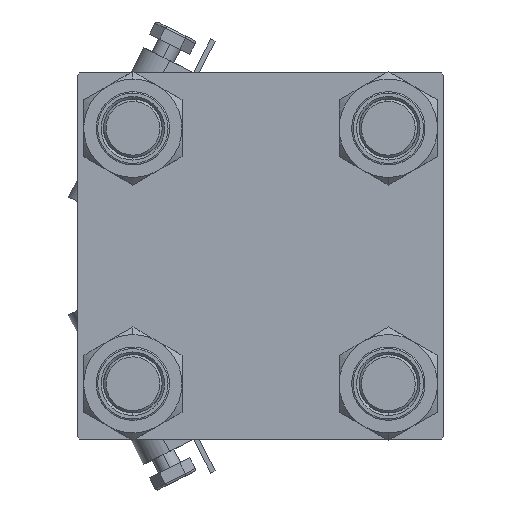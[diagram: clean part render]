
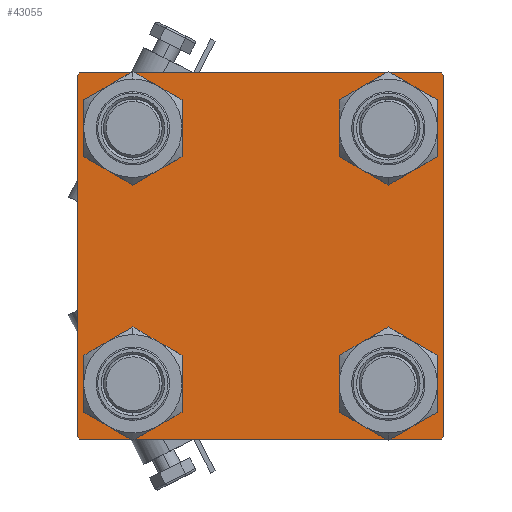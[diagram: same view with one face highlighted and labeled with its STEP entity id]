
A CAD part, left-side view. The second image highlights one B-rep face of the part: STEP entity #43055.
In plain terms, the highlighted planar face has unit normal (-1, 0, 0).
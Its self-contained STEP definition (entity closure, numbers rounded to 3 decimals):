
#118 = ORIENTED_EDGE ( 'NONE', *, *, #22074, .T. ) ;
#134 = LINE ( 'NONE', #48252, #38717 ) ;
#206 = ORIENTED_EDGE ( 'NONE', *, *, #48131, .T. ) ;
#395 = ORIENTED_EDGE ( 'NONE', *, *, #6817, .T. ) ;
#584 = VERTEX_POINT ( 'NONE', #30646 ) ;
#668 = CARTESIAN_POINT ( 'NONE',  ( 0., 26.15, -26.15 ) ) ;
#1382 = ORIENTED_EDGE ( 'NONE', *, *, #8047, .T. ) ;
#2088 = CARTESIAN_POINT ( 'NONE',  ( 0., 26.15, 26.15 ) ) ;
#2872 = CARTESIAN_POINT ( 'NONE',  ( 0., -26.15, 19.65 ) ) ;
#3879 = CARTESIAN_POINT ( 'NONE',  ( 0., -26.15, -32.65 ) ) ;
#4155 = EDGE_LOOP ( 'NONE', ( #18561, #17604 ) ) ;
#5124 = CARTESIAN_POINT ( 'NONE',  ( 0., 37., -37.5 ) ) ;
#5461 = EDGE_CURVE ( 'NONE', #49110, #39877, #13921, .T. ) ;
#5942 = AXIS2_PLACEMENT_3D ( 'NONE', #30401, #14369, #23178 ) ;
#6220 = DIRECTION ( 'NONE',  ( 0., 0., 1. ) ) ;
#6279 = VECTOR ( 'NONE', #28083, 1000. ) ;
#6420 = DIRECTION ( 'NONE',  ( 1., 0., 0. ) ) ;
#6564 = ORIENTED_EDGE ( 'NONE', *, *, #44538, .T. ) ;
#6808 = CARTESIAN_POINT ( 'NONE',  ( 0., 26.15, 26.15 ) ) ;
#6817 = EDGE_CURVE ( 'NONE', #44000, #16444, #10102, .T. ) ;
#6821 = EDGE_CURVE ( 'NONE', #11028, #47065, #13095, .T. ) ;
#6857 = CARTESIAN_POINT ( 'NONE',  ( 0., -37.5, 37. ) ) ;
#7860 = CARTESIAN_POINT ( 'NONE',  ( 0., -37.5, 37.5 ) ) ;
#7871 = DIRECTION ( 'NONE',  ( 0., 0., -1. ) ) ;
#8047 = EDGE_CURVE ( 'NONE', #39342, #44000, #48407, .T. ) ;
#8294 = CARTESIAN_POINT ( 'NONE',  ( 0., 26.15, -32.65 ) ) ;
#9789 = ORIENTED_EDGE ( 'NONE', *, *, #31486, .T. ) ;
#10019 = CARTESIAN_POINT ( 'NONE',  ( 0., -26.15, -19.65 ) ) ;
#10102 = LINE ( 'NONE', #30150, #40377 ) ;
#10326 = EDGE_LOOP ( 'NONE', ( #48544, #9789 ) ) ;
#10505 = EDGE_LOOP ( 'NONE', ( #21210, #6564 ) ) ;
#10509 = ORIENTED_EDGE ( 'NONE', *, *, #24890, .T. ) ;
#10777 = CIRCLE ( 'NONE', #19315, 6.5 ) ;
#11028 = VERTEX_POINT ( 'NONE', #48379 ) ;
#12201 = FACE_BOUND ( 'NONE', #4155, .T. ) ;
#12512 = EDGE_CURVE ( 'NONE', #51965, #32732, #35470, .T. ) ;
#13095 = CIRCLE ( 'NONE', #33564, 6.5 ) ;
#13491 = ORIENTED_EDGE ( 'NONE', *, *, #44253, .F. ) ;
#13921 = CIRCLE ( 'NONE', #14757, 6.5 ) ;
#14369 = DIRECTION ( 'NONE',  ( 1., 0., 0. ) ) ;
#14477 = VECTOR ( 'NONE', #15222, 1000. ) ;
#14757 = AXIS2_PLACEMENT_3D ( 'NONE', #43024, #6420, #39536 ) ;
#14847 = DIRECTION ( 'NONE',  ( 1., 0., 0. ) ) ;
#15187 = VERTEX_POINT ( 'NONE', #47944 ) ;
#15222 = DIRECTION ( 'NONE',  ( 0., 0.707, -0.707 ) ) ;
#15767 = AXIS2_PLACEMENT_3D ( 'NONE', #34921, #18628, #22114 ) ;
#15807 = CARTESIAN_POINT ( 'NONE',  ( 0., 37.5, -37.5 ) ) ;
#15822 = AXIS2_PLACEMENT_3D ( 'NONE', #668, #48788, #29270 ) ;
#15850 = ORIENTED_EDGE ( 'NONE', *, *, #38912, .T. ) ;
#16444 = VERTEX_POINT ( 'NONE', #48368 ) ;
#17350 = CARTESIAN_POINT ( 'NONE',  ( 0., -26.15, 32.65 ) ) ;
#17604 = ORIENTED_EDGE ( 'NONE', *, *, #6821, .T. ) ;
#18119 = DIRECTION ( 'NONE',  ( 0., -0.707, 0.707 ) ) ;
#18561 = ORIENTED_EDGE ( 'NONE', *, *, #49507, .T. ) ;
#18571 = DIRECTION ( 'NONE',  ( 0., 0., 1. ) ) ;
#18628 = DIRECTION ( 'NONE',  ( 1., 0., 0. ) ) ;
#18982 = ORIENTED_EDGE ( 'NONE', *, *, #5461, .T. ) ;
#19315 = AXIS2_PLACEMENT_3D ( 'NONE', #27068, #23053, #6220 ) ;
#20207 = LINE ( 'NONE', #32489, #27249 ) ;
#20254 = CARTESIAN_POINT ( 'NONE',  ( 0., -26.15, -26.15 ) ) ;
#20744 = PLANE ( 'NONE',  #44029 ) ;
#21210 = ORIENTED_EDGE ( 'NONE', *, *, #12512, .T. ) ;
#21238 = CARTESIAN_POINT ( 'NONE',  ( 0., -37., 37.5 ) ) ;
#21759 = CIRCLE ( 'NONE', #15767, 6.5 ) ;
#22074 = EDGE_CURVE ( 'NONE', #44348, #584, #47312, .T. ) ;
#22087 = EDGE_LOOP ( 'NONE', ( #15850, #10509, #1382, #395, #13491, #206, #52133, #118 ) ) ;
#22114 = DIRECTION ( 'NONE',  ( 0., 0., 1. ) ) ;
#23053 = DIRECTION ( 'NONE',  ( 1., 0., 0. ) ) ;
#23178 = DIRECTION ( 'NONE',  ( 0., 0., 1. ) ) ;
#23878 = AXIS2_PLACEMENT_3D ( 'NONE', #6808, #14847, #18571 ) ;
#23910 = DIRECTION ( 'NONE',  ( 0., -1., 0. ) ) ;
#23952 = DIRECTION ( 'NONE',  ( 0., 0.707, 0.707 ) ) ;
#24226 = FACE_BOUND ( 'NONE', #10505, .T. ) ;
#24454 = LINE ( 'NONE', #27669, #46973 ) ;
#24719 = VERTEX_POINT ( 'NONE', #6857 ) ;
#24890 = EDGE_CURVE ( 'NONE', #15187, #39342, #20207, .T. ) ;
#25109 = VERTEX_POINT ( 'NONE', #10019 ) ;
#27068 = CARTESIAN_POINT ( 'NONE',  ( 0., 26.15, -26.15 ) ) ;
#27195 = DIRECTION ( 'NONE',  ( 0., 0., 1. ) ) ;
#27249 = VECTOR ( 'NONE', #27959, 1000. ) ;
#27669 = CARTESIAN_POINT ( 'NONE',  ( 0., 37.5, 37.5 ) ) ;
#27959 = DIRECTION ( 'NONE',  ( 0., -0.707, -0.707 ) ) ;
#28008 = DIRECTION ( 'NONE',  ( 0., 0., 1. ) ) ;
#28083 = DIRECTION ( 'NONE',  ( 0., -1., 0. ) ) ;
#28223 = CARTESIAN_POINT ( 'NONE',  ( 0., -37.25, 37.25 ) ) ;
#28503 = FACE_OUTER_BOUND ( 'NONE', #22087, .T. ) ;
#28766 = DIRECTION ( 'NONE',  ( 0., 0., 1. ) ) ;
#29033 = CARTESIAN_POINT ( 'NONE',  ( 0., -37., -37.5 ) ) ;
#29270 = DIRECTION ( 'NONE',  ( 0., 0., 1. ) ) ;
#30150 = CARTESIAN_POINT ( 'NONE',  ( 0., -37.25, -37.25 ) ) ;
#30284 = ORIENTED_EDGE ( 'NONE', *, *, #49102, .T. ) ;
#30401 = CARTESIAN_POINT ( 'NONE',  ( 0., -26.15, 26.15 ) ) ;
#30539 = CARTESIAN_POINT ( 'NONE',  ( 0., 37., 37.5 ) ) ;
#30646 = CARTESIAN_POINT ( 'NONE',  ( 0., 37.5, 37. ) ) ;
#30949 = DIRECTION ( 'NONE',  ( 1., 0., 0. ) ) ;
#31486 = EDGE_CURVE ( 'NONE', #38963, #25109, #35144, .T. ) ;
#32385 = VECTOR ( 'NONE', #23952, 1000. ) ;
#32489 = CARTESIAN_POINT ( 'NONE',  ( 0., 37.25, -37.25 ) ) ;
#32732 = VERTEX_POINT ( 'NONE', #8294 ) ;
#32955 = VECTOR ( 'NONE', #41522, 1000. ) ;
#33564 = AXIS2_PLACEMENT_3D ( 'NONE', #2088, #30949, #27195 ) ;
#34921 = CARTESIAN_POINT ( 'NONE',  ( 0., -26.15, -26.15 ) ) ;
#35144 = CIRCLE ( 'NONE', #39448, 6.5 ) ;
#35259 = CARTESIAN_POINT ( 'NONE',  ( 0., 37.25, 37.25 ) ) ;
#35470 = CIRCLE ( 'NONE', #15822, 6.5 ) ;
#36498 = CARTESIAN_POINT ( 'NONE',  ( 0., 0., 0. ) ) ;
#38717 = VECTOR ( 'NONE', #7871, 1000. ) ;
#38912 = EDGE_CURVE ( 'NONE', #584, #15187, #134, .T. ) ;
#38963 = VERTEX_POINT ( 'NONE', #3879 ) ;
#39342 = VERTEX_POINT ( 'NONE', #5124 ) ;
#39448 = AXIS2_PLACEMENT_3D ( 'NONE', #20254, #44053, #28008 ) ;
#39536 = DIRECTION ( 'NONE',  ( 0., 0., 1. ) ) ;
#39877 = VERTEX_POINT ( 'NONE', #17350 ) ;
#40080 = CIRCLE ( 'NONE', #23878, 6.5 ) ;
#40377 = VECTOR ( 'NONE', #18119, 1000. ) ;
#41313 = DIRECTION ( 'NONE',  ( -1., 0., 0. ) ) ;
#41522 = DIRECTION ( 'NONE',  ( 0., 0., -1. ) ) ;
#41805 = EDGE_CURVE ( 'NONE', #25109, #38963, #21759, .T. ) ;
#43024 = CARTESIAN_POINT ( 'NONE',  ( 0., -26.15, 26.15 ) ) ;
#43055 = ADVANCED_FACE ( 'NONE', ( #48814, #44527, #24226, #12201, #28503 ), #20744, .T. ) ;
#43315 = CARTESIAN_POINT ( 'NONE',  ( 0., 26.15, -19.65 ) ) ;
#43494 = CIRCLE ( 'NONE', #5942, 6.5 ) ;
#44000 = VERTEX_POINT ( 'NONE', #29033 ) ;
#44029 = AXIS2_PLACEMENT_3D ( 'NONE', #36498, #41313, #28766 ) ;
#44053 = DIRECTION ( 'NONE',  ( 1., 0., 0. ) ) ;
#44253 = EDGE_CURVE ( 'NONE', #24719, #16444, #52512, .T. ) ;
#44348 = VERTEX_POINT ( 'NONE', #30539 ) ;
#44527 = FACE_BOUND ( 'NONE', #10326, .T. ) ;
#44538 = EDGE_CURVE ( 'NONE', #32732, #51965, #10777, .T. ) ;
#46973 = VECTOR ( 'NONE', #23910, 1000. ) ;
#47065 = VERTEX_POINT ( 'NONE', #52281 ) ;
#47312 = LINE ( 'NONE', #35259, #14477 ) ;
#47944 = CARTESIAN_POINT ( 'NONE',  ( 0., 37.5, -37. ) ) ;
#48131 = EDGE_CURVE ( 'NONE', #24719, #51824, #52559, .T. ) ;
#48252 = CARTESIAN_POINT ( 'NONE',  ( 0., 37.5, 37.5 ) ) ;
#48368 = CARTESIAN_POINT ( 'NONE',  ( 0., -37.5, -37. ) ) ;
#48379 = CARTESIAN_POINT ( 'NONE',  ( 0., 26.15, 19.65 ) ) ;
#48407 = LINE ( 'NONE', #15807, #6279 ) ;
#48544 = ORIENTED_EDGE ( 'NONE', *, *, #41805, .T. ) ;
#48702 = EDGE_LOOP ( 'NONE', ( #30284, #18982 ) ) ;
#48788 = DIRECTION ( 'NONE',  ( 1., 0., 0. ) ) ;
#48814 = FACE_BOUND ( 'NONE', #48702, .T. ) ;
#49102 = EDGE_CURVE ( 'NONE', #39877, #49110, #43494, .T. ) ;
#49110 = VERTEX_POINT ( 'NONE', #2872 ) ;
#49507 = EDGE_CURVE ( 'NONE', #47065, #11028, #40080, .T. ) ;
#50493 = EDGE_CURVE ( 'NONE', #44348, #51824, #24454, .T. ) ;
#51824 = VERTEX_POINT ( 'NONE', #21238 ) ;
#51965 = VERTEX_POINT ( 'NONE', #43315 ) ;
#52133 = ORIENTED_EDGE ( 'NONE', *, *, #50493, .F. ) ;
#52281 = CARTESIAN_POINT ( 'NONE',  ( 0., 26.15, 32.65 ) ) ;
#52512 = LINE ( 'NONE', #7860, #32955 ) ;
#52559 = LINE ( 'NONE', #28223, #32385 ) ;
